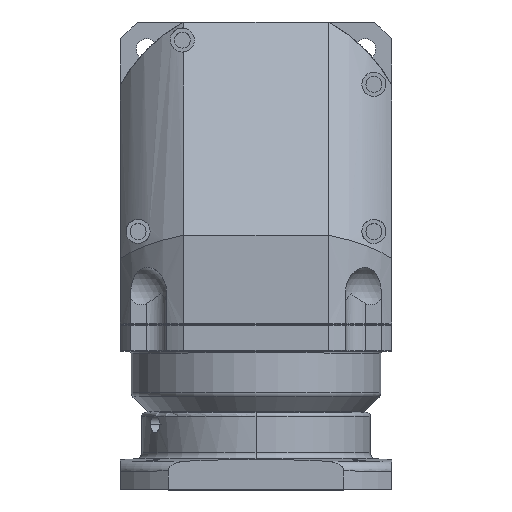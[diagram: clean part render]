
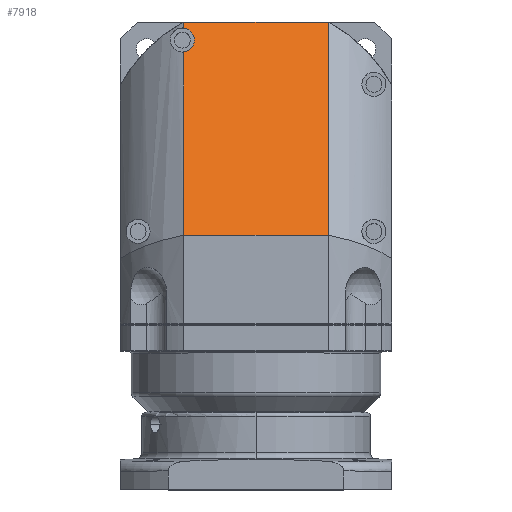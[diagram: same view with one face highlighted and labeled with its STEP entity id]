
A CAD part, top view. The second image highlights one B-rep face of the part: STEP entity #7918.
In plain terms, the highlighted face is planar.
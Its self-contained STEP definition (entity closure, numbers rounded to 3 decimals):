
#3608=CARTESIAN_POINT('',(35.,-110.,58.312));
#3624=DIRECTION('',(0.,0.,-1.));
#3625=VECTOR('',#3624,116.623);
#3626=CARTESIAN_POINT('',(35.,-110.,58.312));
#3627=LINE('',#3626,#3625);
#4028=CARTESIAN_POINT('',(-110.,62.804,58.312));
#4111=CARTESIAN_POINT('',(14.646,-85.743,58.312));
#4112=CARTESIAN_POINT('',(14.688,-85.793,57.939));
#4113=CARTESIAN_POINT('',(14.773,-85.894,57.444));
#4114=CARTESIAN_POINT('',(14.942,-86.095,56.679));
#4115=CARTESIAN_POINT('',(15.153,-86.347,55.982));
#4116=CARTESIAN_POINT('',(15.406,-86.649,55.31));
#4117=CARTESIAN_POINT('',(15.744,-87.051,54.56));
#4118=CARTESIAN_POINT('',(16.166,-87.555,53.805));
#4119=CARTESIAN_POINT('',(16.673,-88.159,53.073));
#4120=CARTESIAN_POINT('',(17.18,-88.763,52.463));
#4121=CARTESIAN_POINT('',(17.855,-89.568,51.777));
#4122=CARTESIAN_POINT('',(18.7,-90.574,51.11));
#4123=CARTESIAN_POINT('',(19.713,-91.782,50.533));
#4124=CARTESIAN_POINT('',(21.065,-93.392,50.013));
#4125=CARTESIAN_POINT('',(22.754,-95.405,49.768));
#4126=CARTESIAN_POINT('',(24.443,-97.418,50.013));
#4127=CARTESIAN_POINT('',(25.794,-99.029,50.533));
#4128=CARTESIAN_POINT('',(26.808,-100.237,51.11));
#4129=CARTESIAN_POINT('',(27.652,-101.243,51.777));
#4130=CARTESIAN_POINT('',(28.328,-102.048,52.463));
#4131=CARTESIAN_POINT('',(28.834,-102.652,53.073));
#4132=CARTESIAN_POINT('',(29.341,-103.256,53.805));
#4133=CARTESIAN_POINT('',(29.763,-103.759,54.56));
#4134=CARTESIAN_POINT('',(30.101,-104.162,55.31));
#4135=CARTESIAN_POINT('',(30.355,-104.464,55.982));
#4136=CARTESIAN_POINT('',(30.566,-104.716,56.679));
#4137=CARTESIAN_POINT('',(30.735,-104.917,57.444));
#4138=CARTESIAN_POINT('',(30.819,-105.017,57.939));
#4139=CARTESIAN_POINT('',(30.861,-105.068,58.312));
#4141=DIRECTION('',(0.643,-0.766,0.));
#4142=VECTOR('',#4141,6.439);
#4143=CARTESIAN_POINT('',(30.861,-105.068,58.312));
#4144=LINE('',#4143,#4142);
#4145=DIRECTION('',(-0.643,0.766,0.));
#4146=VECTOR('',#4145,225.58);
#4147=CARTESIAN_POINT('',(35.,-110.,-58.312));
#4148=LINE('',#4147,#4146);
#4149=DIRECTION('',(0.643,-0.766,0.));
#4150=VECTOR('',#4149,193.915);
#4151=CARTESIAN_POINT('',(-110.,62.804,58.312));
#4152=LINE('',#4151,#4150);
#4818=DIRECTION('',(0.,0.,1.));
#4819=VECTOR('',#4818,116.623);
#4820=CARTESIAN_POINT('',(-110.,62.804,-58.312));
#4821=LINE('',#4820,#4819);
#5981=VERTEX_POINT('',#4111);
#5982=VERTEX_POINT('',#4139);
#6023=VERTEX_POINT('',#4028);
#6024=VERTEX_POINT('',#3608);
#6029=CARTESIAN_POINT('',(35.,-110.,-58.312));
#6030=CARTESIAN_POINT('',(-110.,62.804,-58.312));
#6031=VERTEX_POINT('',#6029);
#6032=VERTEX_POINT('',#6030);
#7903=CARTESIAN_POINT('',(35.,-110.,150.));
#7904=DIRECTION('',(0.766,0.643,0.));
#7905=DIRECTION('',(-0.643,0.766,0.));
#7906=AXIS2_PLACEMENT_3D('',#7903,#7904,#7905);
#7907=PLANE('',#7906);
#7908=ORIENTED_EDGE('',*,*,#7890,.T.);
#7909=ORIENTED_EDGE('',*,*,#7800,.T.);
#7910=ORIENTED_EDGE('',*,*,#7267,.T.);
#7912=ORIENTED_EDGE('',*,*,#7911,.T.);
#7914=ORIENTED_EDGE('',*,*,#7913,.T.);
#7915=ORIENTED_EDGE('',*,*,#7794,.T.);
#7916=EDGE_LOOP('',(#7908,#7909,#7910,#7912,#7914,#7915));
#7917=FACE_OUTER_BOUND('',#7916,.F.);
#7918=ADVANCED_FACE('',(#7917),#7907,.F.);
#4140=B_SPLINE_CURVE_WITH_KNOTS('',3,(#4111,#4112,#4113,#4114,#4115,#4116,#4117,
#4118,#4119,#4120,#4121,#4122,#4123,#4124,#4125,#4126,#4127,#4128,#4129,#4130,
#4131,#4132,#4133,#4134,#4135,#4136,#4137,#4138,#4139),.UNSPECIFIED.,.F.,.F.,(4,
1,1,1,1,1,1,1,1,1,1,1,1,1,1,1,1,1,1,1,1,1,1,1,1,1,4),(0.,0.008,0.016,
0.031,0.047,0.063,0.094,0.125,0.156,0.188,0.25,0.313,
0.375,0.5,0.625,0.688,0.75,0.813,0.844,0.875,0.906,
0.938,0.953,0.969,0.984,0.992,1.),.UNSPECIFIED.);
#7267=EDGE_CURVE('',#6024,#6031,#3627,.T.);
#7794=EDGE_CURVE('',#6023,#5981,#4152,.T.);
#7800=EDGE_CURVE('',#5982,#6024,#4144,.T.);
#7890=EDGE_CURVE('',#5981,#5982,#4140,.T.);
#7911=EDGE_CURVE('',#6031,#6032,#4148,.T.);
#7913=EDGE_CURVE('',#6032,#6023,#4821,.T.);
